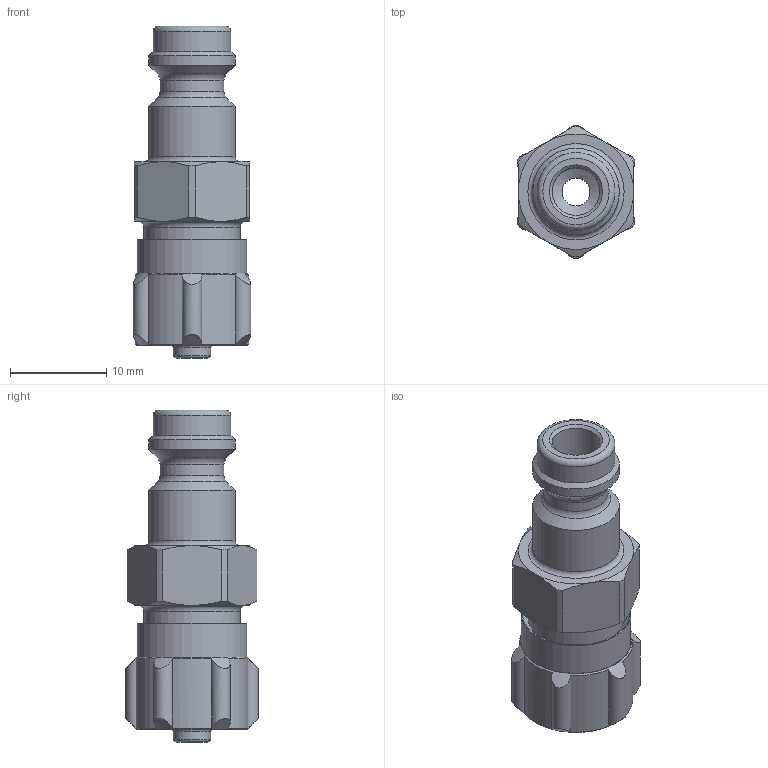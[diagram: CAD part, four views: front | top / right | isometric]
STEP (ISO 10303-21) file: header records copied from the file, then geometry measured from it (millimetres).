
FILE_DESCRIPTION(/* description */ ('STEP AP214'),/* implementation_level */ '2;1');
FILE_NAME(/* name */ '3326_KS3-CK-4',/* time_stamp */ '2024-08-21T08:42:03+02:00',/* author */ ('License CC BY-ND 4.0'),/* organization */ ('CADENAS'),/* preprocessor_version */ 'ST-DEVELOPER v19.3',/* originating_system */ 'PARTsolutions',/* authorisation */ ' ');
FILE_SCHEMA (('AUTOMOTIVE_DESIGN {1 0 10303 214 3 1 1}'));
Length unit declared in the file: millimetre
Products named in the file (1): 3326 KS3-CK-4
Bounding box: 12.22 x 13.8 x 34.5 mm (x, y, z)
Volume: 2154.9 mm3; surface area: 2292.1 mm2
Topology: 1 solids, 1 shells, 77 faces, 169 edges, 101 vertices
Faces by surface type: cylinder 31, cone 22, plane 15, torus 9
Full cylindrical faces by diameter (mm): 2.9 x1, 3.9 x1, 4.8 x1, 4.95 x1, 5.2 x1, 6.2 x1, 6.65 x1, 8.1 x1, 9 x2, 10 x2, 11.4 x1
Entity records: 2050 total; most frequent: CARTESIAN_POINT 480, DIRECTION 330, ORIENTED_EDGE 270, AXIS2_PLACEMENT_3D 153, EDGE_CURVE 135, EDGE_LOOP 118, FACE_BOUND 118, VERTEX_POINT 99
